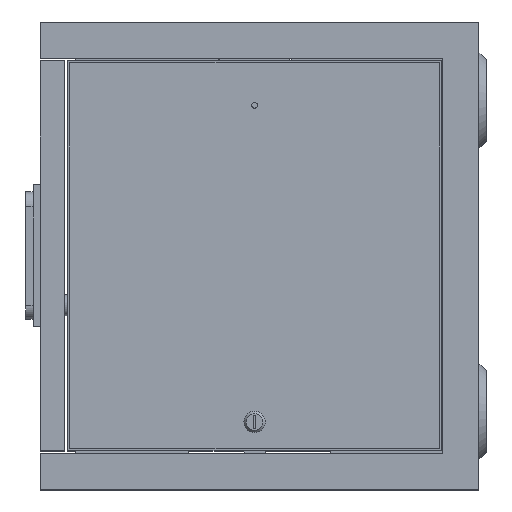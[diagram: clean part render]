
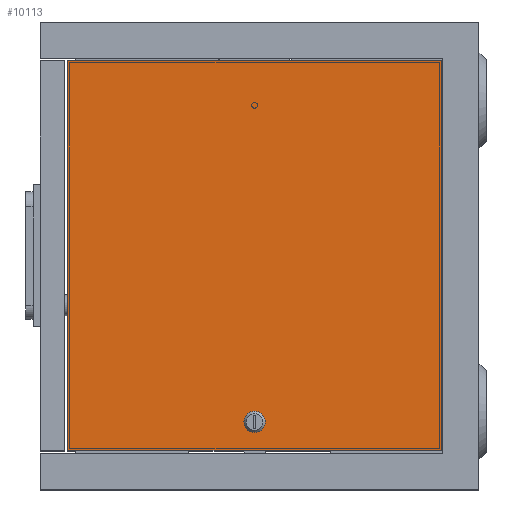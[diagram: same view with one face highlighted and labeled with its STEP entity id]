
A CAD part, top view. The second image highlights one B-rep face of the part: STEP entity #10113.
In plain terms, the highlighted planar face has unit normal (0, 0, 1).
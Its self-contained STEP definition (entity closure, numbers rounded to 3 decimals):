
#881 = CARTESIAN_POINT ( 'NONE',  ( 0., 0., 0. ) ) ;
#1474 = DIRECTION ( 'NONE',  ( 0., 0., 1. ) ) ;
#1608 = CARTESIAN_POINT ( 'NONE',  ( 0., 275., 0. ) ) ;
#2027 = EDGE_CURVE ( 'NONE', #13231, #11056, #12731, .T. ) ;
#2248 = CARTESIAN_POINT ( 'NONE',  ( 264., 275., 0. ) ) ;
#2799 = LINE ( 'NONE', #1608, #10589 ) ;
#3081 = DIRECTION ( 'NONE',  ( -1., 0., 0. ) ) ;
#3356 = DIRECTION ( 'NONE',  ( -1., 0., 0. ) ) ;
#3732 = VECTOR ( 'NONE', #11300, 1000. ) ;
#4073 = AXIS2_PLACEMENT_3D ( 'NONE', #11537, #1474, #3081 ) ;
#4334 = DIRECTION ( 'NONE',  ( 0., 0., -1. ) ) ;
#4472 = CARTESIAN_POINT ( 'NONE',  ( 0., 0., 0. ) ) ;
#5596 = LINE ( 'NONE', #14745, #3732 ) ;
#5971 = LINE ( 'NONE', #16489, #21840 ) ;
#6198 = DIRECTION ( 'NONE',  ( 1., 0., 0. ) ) ;
#6309 = ORIENTED_EDGE ( 'NONE', *, *, #16925, .T. ) ;
#7737 = EDGE_CURVE ( 'NONE', #11694, #13231, #5971, .T. ) ;
#8786 = CARTESIAN_POINT ( 'NONE',  ( 0., 275., 0. ) ) ;
#9865 = CARTESIAN_POINT ( 'NONE',  ( 124.5, 255., 0. ) ) ;
#10113 = ADVANCED_FACE ( 'NONE', ( #22266, #10952 ), #19782, .F. ) ;
#10492 = ORIENTED_EDGE ( 'NONE', *, *, #19011, .T. ) ;
#10589 = VECTOR ( 'NONE', #3356, 1000. ) ;
#10866 = VERTEX_POINT ( 'NONE', #2248 ) ;
#10952 = FACE_OUTER_BOUND ( 'NONE', #14817, .T. ) ;
#11056 = VERTEX_POINT ( 'NONE', #11153 ) ;
#11135 = DIRECTION ( 'NONE',  ( -1., 0., 0. ) ) ;
#11153 = CARTESIAN_POINT ( 'NONE',  ( 264., 0., 0. ) ) ;
#11300 = DIRECTION ( 'NONE',  ( 0., 1., 0. ) ) ;
#11503 = VERTEX_POINT ( 'NONE', #9865 ) ;
#11537 = CARTESIAN_POINT ( 'NONE',  ( 132., 255., 0. ) ) ;
#11694 = VERTEX_POINT ( 'NONE', #8786 ) ;
#11904 = EDGE_CURVE ( 'NONE', #11503, #11503, #13433, .T. ) ;
#12731 = LINE ( 'NONE', #4472, #16788 ) ;
#13017 = AXIS2_PLACEMENT_3D ( 'NONE', #20084, #4334, #11135 ) ;
#13231 = VERTEX_POINT ( 'NONE', #881 ) ;
#13433 = CIRCLE ( 'NONE', #4073, 7.5 ) ;
#14533 = DIRECTION ( 'NONE',  ( 0., -1., 0. ) ) ;
#14745 = CARTESIAN_POINT ( 'NONE',  ( 264., 0., 0. ) ) ;
#14817 = EDGE_LOOP ( 'NONE', ( #16813, #16465, #10492, #6309 ) ) ;
#16465 = ORIENTED_EDGE ( 'NONE', *, *, #2027, .T. ) ;
#16489 = CARTESIAN_POINT ( 'NONE',  ( 0., 0., 0. ) ) ;
#16788 = VECTOR ( 'NONE', #6198, 1000. ) ;
#16813 = ORIENTED_EDGE ( 'NONE', *, *, #7737, .T. ) ;
#16925 = EDGE_CURVE ( 'NONE', #10866, #11694, #2799, .T. ) ;
#18764 = ORIENTED_EDGE ( 'NONE', *, *, #11904, .F. ) ;
#18890 = EDGE_LOOP ( 'NONE', ( #18764 ) ) ;
#19011 = EDGE_CURVE ( 'NONE', #11056, #10866, #5596, .T. ) ;
#19782 = PLANE ( 'NONE',  #13017 ) ;
#20084 = CARTESIAN_POINT ( 'NONE',  ( 0., 0., 0. ) ) ;
#21840 = VECTOR ( 'NONE', #14533, 1000. ) ;
#22266 = FACE_BOUND ( 'NONE', #18890, .T. ) ;
